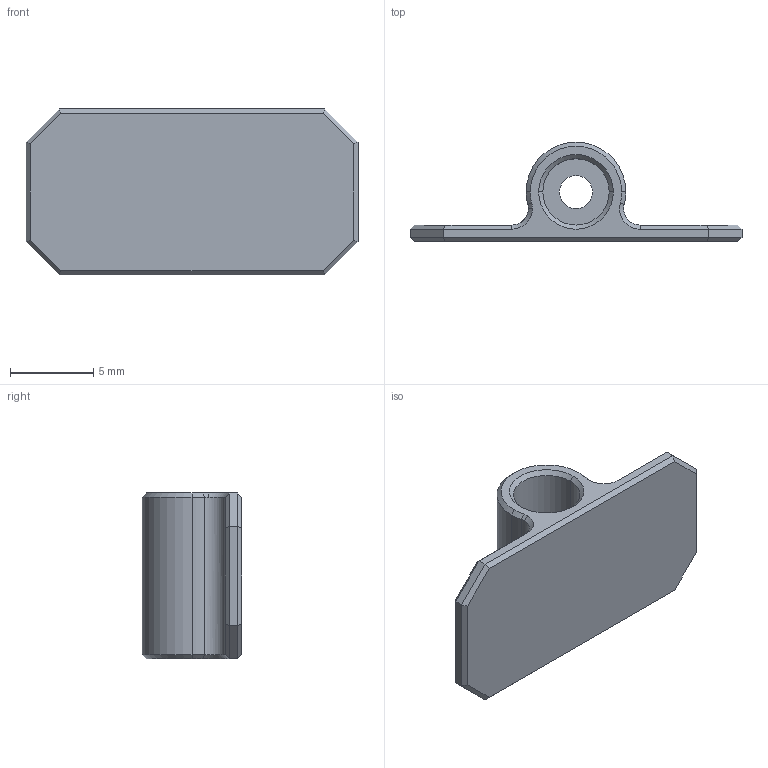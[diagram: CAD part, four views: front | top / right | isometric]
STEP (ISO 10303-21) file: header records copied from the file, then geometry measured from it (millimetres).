
FILE_DESCRIPTION (( 'STEP AP214' ), '1' );
FILE_NAME ('Arret de cable.STEP', '2020-10-24T15:24:32', ( '' ), ( '' ), 'SwSTEP 2.0', 'SolidWorks 2013', '' );
FILE_SCHEMA (( 'AUTOMOTIVE_DESIGN' ));
Length unit declared in the file: millimetre
Products named in the file (1): Arret de cable
Bounding box: 20 x 6 x 10 mm (x, y, z)
Volume: 342.8 mm3; surface area: 646 mm2
Topology: 1 solids, 1 shells, 56 faces, 126 edges, 73 vertices
Faces by surface type: plane 30, cone 16, cylinder 10
Entity records: 1561 total; most frequent: DIRECTION 277, CARTESIAN_POINT 256, ORIENTED_EDGE 252, EDGE_CURVE 126, AXIS2_PLACEMENT_3D 94, LINE 89, VECTOR 89, VERTEX_POINT 73
